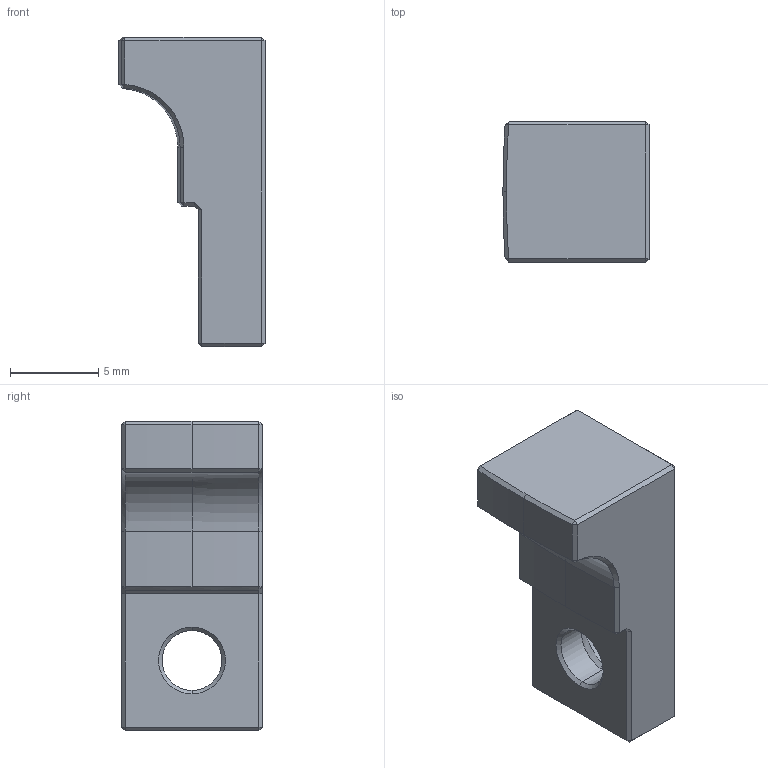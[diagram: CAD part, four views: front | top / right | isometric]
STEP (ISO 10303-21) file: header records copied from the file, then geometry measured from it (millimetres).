
FILE_DESCRIPTION (( 'STEP AP214' ), '1' );
FILE_NAME ('wire_cover_middle_arm.STEP', '2025-05-27T14:01:18', ( '' ), ( '' ), 'SwSTEP 2.0', 'SolidWorks 2025', '' );
FILE_SCHEMA (( 'AUTOMOTIVE_DESIGN' ));
Length unit declared in the file: millimetre
Products named in the file (1): wire_cover_middle_arm_default
Bounding box: 8.3 x 8 x 17.6 mm (x, y, z)
Volume: 653.4 mm3; surface area: 578.7 mm2
Topology: 1 solids, 1 shells, 61 faces, 125 edges, 66 vertices
Faces by surface type: plane 39, cone 10, cylinder 8, torus 2, bspline 2
Entity records: 1991 total; most frequent: CARTESIAN_POINT 722, DIRECTION 257, ORIENTED_EDGE 250, EDGE_CURVE 125, AXIS2_PLACEMENT_3D 86, LINE 85, VECTOR 85, VERTEX_POINT 66
